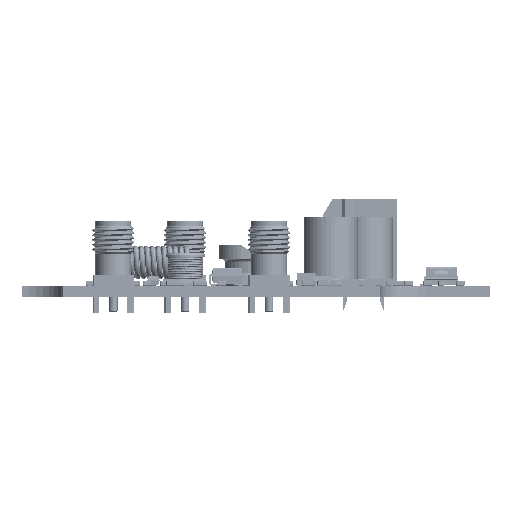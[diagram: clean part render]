
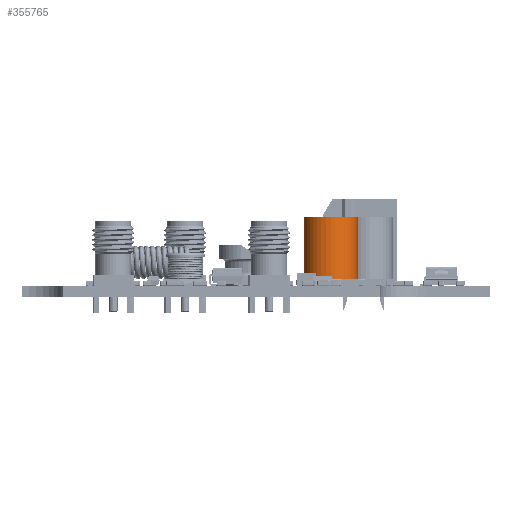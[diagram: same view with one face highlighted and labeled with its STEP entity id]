
A CAD part, left-side view. The second image highlights one B-rep face of the part: STEP entity #355765.
In plain terms, the highlighted cylindrical face has radius 4 mm (diameter 8 mm), a full revolution.
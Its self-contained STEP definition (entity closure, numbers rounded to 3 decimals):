
#355765 = ADVANCED_FACE('',(#355766),#355779,.T.);
#355766 = FACE_BOUND('',#355767,.T.);
#355767 = EDGE_LOOP('',(#355768,#355828,#355851,#355904));
#355768 = ORIENTED_EDGE('',*,*,#355769,.T.);
#355769 = EDGE_CURVE('',#355770,#355770,#355772,.T.);
#355770 = VERTEX_POINT('',#355771);
#355771 = CARTESIAN_POINT('',(4.,0.,0.));
#355772 = SURFACE_CURVE('',#355773,(#355778,#355812),.PCURVE_S1.);
#355773 = CIRCLE('',#355774,4.);
#355774 = AXIS2_PLACEMENT_3D('',#355775,#355776,#355777);
#355775 = CARTESIAN_POINT('',(0.,0.,0.));
#355776 = DIRECTION('',(0.,0.,1.));
#355777 = DIRECTION('',(1.,0.,0.));
#355778 = PCURVE('',#355779,#355784);
#355779 = CYLINDRICAL_SURFACE('',#355780,4.);
#355780 = AXIS2_PLACEMENT_3D('',#355781,#355782,#355783);
#355781 = CARTESIAN_POINT('',(0.,0.,0.));
#355782 = DIRECTION('',(0.,0.,-1.));
#355783 = DIRECTION('',(1.,0.,0.));
#355784 = DEFINITIONAL_REPRESENTATION('',(#355785),#355811);
#355785 = B_SPLINE_CURVE_WITH_KNOTS('',3,(#355786,#355787,#355788,
    #355789,#355790,#355791,#355792,#355793,#355794,#355795,#355796,
    #355797,#355798,#355799,#355800,#355801,#355802,#355803,#355804,
    #355805,#355806,#355807,#355808,#355809,#355810),.UNSPECIFIED.,.F.,
  .F.,(4,1,1,1,1,1,1,1,1,1,1,1,1,1,1,1,1,1,1,1,1,1,4),(0.,
    0.286,0.571,0.857,1.142,
    1.428,1.714,1.999,2.285,
    2.57,2.856,3.142,3.427,
    3.713,3.998,4.284,4.57,
    4.855,5.141,5.426,5.712,
    5.998,6.283),.QUASI_UNIFORM_KNOTS.);
#355786 = CARTESIAN_POINT('',(6.283,0.));
#355787 = CARTESIAN_POINT('',(6.188,0.));
#355788 = CARTESIAN_POINT('',(5.998,0.));
#355789 = CARTESIAN_POINT('',(5.712,0.));
#355790 = CARTESIAN_POINT('',(5.426,0.));
#355791 = CARTESIAN_POINT('',(5.141,0.));
#355792 = CARTESIAN_POINT('',(4.855,0.));
#355793 = CARTESIAN_POINT('',(4.57,0.));
#355794 = CARTESIAN_POINT('',(4.284,0.));
#355795 = CARTESIAN_POINT('',(3.998,0.));
#355796 = CARTESIAN_POINT('',(3.713,0.));
#355797 = CARTESIAN_POINT('',(3.427,0.));
#355798 = CARTESIAN_POINT('',(3.142,0.));
#355799 = CARTESIAN_POINT('',(2.856,0.));
#355800 = CARTESIAN_POINT('',(2.57,0.));
#355801 = CARTESIAN_POINT('',(2.285,0.));
#355802 = CARTESIAN_POINT('',(1.999,0.));
#355803 = CARTESIAN_POINT('',(1.714,0.));
#355804 = CARTESIAN_POINT('',(1.428,0.));
#355805 = CARTESIAN_POINT('',(1.142,0.));
#355806 = CARTESIAN_POINT('',(0.857,0.));
#355807 = CARTESIAN_POINT('',(0.571,0.));
#355808 = CARTESIAN_POINT('',(0.286,0.));
#355809 = CARTESIAN_POINT('',(0.095,0.));
#355810 = CARTESIAN_POINT('',(0.,0.));
#355811 = ( GEOMETRIC_REPRESENTATION_CONTEXT(2) 
PARAMETRIC_REPRESENTATION_CONTEXT() REPRESENTATION_CONTEXT('2D SPACE',''
  ) );
#355812 = PCURVE('',#355813,#355818);
#355813 = PLANE('',#355814);
#355814 = AXIS2_PLACEMENT_3D('',#355815,#355816,#355817);
#355815 = CARTESIAN_POINT('',(4.,0.,0.));
#355816 = DIRECTION('',(0.,0.,-1.));
#355817 = DIRECTION('',(-1.,0.,0.));
#355818 = DEFINITIONAL_REPRESENTATION('',(#355819),#355827);
#355819 = ( BOUNDED_CURVE() B_SPLINE_CURVE(2,(#355820,#355821,#355822,
    #355823,#355824,#355825,#355826),.UNSPECIFIED.,.F.,.F.) 
B_SPLINE_CURVE_WITH_KNOTS((1,2,2,2,2,1),(-2.094,0.,
    2.094,4.189,6.283,8.378),
.UNSPECIFIED.) CURVE() GEOMETRIC_REPRESENTATION_ITEM() 
RATIONAL_B_SPLINE_CURVE((1.,0.5,1.,0.5,1.,0.5,1.)) REPRESENTATION_ITEM(
  '') );
#355820 = CARTESIAN_POINT('',(0.,0.));
#355821 = CARTESIAN_POINT('',(0.,6.928));
#355822 = CARTESIAN_POINT('',(6.,3.464));
#355823 = CARTESIAN_POINT('',(12.,0.));
#355824 = CARTESIAN_POINT('',(6.,-3.464));
#355825 = CARTESIAN_POINT('',(0.,-6.928));
#355826 = CARTESIAN_POINT('',(0.,0.));
#355827 = ( GEOMETRIC_REPRESENTATION_CONTEXT(2) 
PARAMETRIC_REPRESENTATION_CONTEXT() REPRESENTATION_CONTEXT('2D SPACE',''
  ) );
#355828 = ORIENTED_EDGE('',*,*,#355829,.T.);
#355829 = EDGE_CURVE('',#355770,#355830,#355832,.T.);
#355830 = VERTEX_POINT('',#355831);
#355831 = CARTESIAN_POINT('',(4.,0.,9.2));
#355832 = SEAM_CURVE('',#355833,(#355837,#355844),.PCURVE_S1.);
#355833 = LINE('',#355834,#355835);
#355834 = CARTESIAN_POINT('',(4.,0.,0.));
#355835 = VECTOR('',#355836,1.);
#355836 = DIRECTION('',(0.,0.,1.));
#355837 = PCURVE('',#355779,#355838);
#355838 = DEFINITIONAL_REPRESENTATION('',(#355839),#355843);
#355839 = LINE('',#355840,#355841);
#355840 = CARTESIAN_POINT('',(0.,0.));
#355841 = VECTOR('',#355842,1.);
#355842 = DIRECTION('',(0.,-1.));
#355843 = ( GEOMETRIC_REPRESENTATION_CONTEXT(2) 
PARAMETRIC_REPRESENTATION_CONTEXT() REPRESENTATION_CONTEXT('2D SPACE',''
  ) );
#355844 = PCURVE('',#355779,#355845);
#355845 = DEFINITIONAL_REPRESENTATION('',(#355846),#355850);
#355846 = LINE('',#355847,#355848);
#355847 = CARTESIAN_POINT('',(6.283,0.));
#355848 = VECTOR('',#355849,1.);
#355849 = DIRECTION('',(0.,-1.));
#355850 = ( GEOMETRIC_REPRESENTATION_CONTEXT(2) 
PARAMETRIC_REPRESENTATION_CONTEXT() REPRESENTATION_CONTEXT('2D SPACE',''
  ) );
#355851 = ORIENTED_EDGE('',*,*,#355852,.F.);
#355852 = EDGE_CURVE('',#355830,#355830,#355853,.T.);
#355853 = SURFACE_CURVE('',#355854,(#355859,#355888),.PCURVE_S1.);
#355854 = CIRCLE('',#355855,4.);
#355855 = AXIS2_PLACEMENT_3D('',#355856,#355857,#355858);
#355856 = CARTESIAN_POINT('',(0.,0.,9.2));
#355857 = DIRECTION('',(0.,0.,1.));
#355858 = DIRECTION('',(1.,0.,0.));
#355859 = PCURVE('',#355779,#355860);
#355860 = DEFINITIONAL_REPRESENTATION('',(#355861),#355887);
#355861 = B_SPLINE_CURVE_WITH_KNOTS('',3,(#355862,#355863,#355864,
    #355865,#355866,#355867,#355868,#355869,#355870,#355871,#355872,
    #355873,#355874,#355875,#355876,#355877,#355878,#355879,#355880,
    #355881,#355882,#355883,#355884,#355885,#355886),.UNSPECIFIED.,.F.,
  .F.,(4,1,1,1,1,1,1,1,1,1,1,1,1,1,1,1,1,1,1,1,1,1,4),(0.,
    0.286,0.571,0.857,1.142,
    1.428,1.714,1.999,2.285,
    2.57,2.856,3.142,3.427,
    3.713,3.998,4.284,4.57,
    4.855,5.141,5.426,5.712,
    5.998,6.283),.QUASI_UNIFORM_KNOTS.);
#355862 = CARTESIAN_POINT('',(6.283,-9.2));
#355863 = CARTESIAN_POINT('',(6.188,-9.2));
#355864 = CARTESIAN_POINT('',(5.998,-9.2));
#355865 = CARTESIAN_POINT('',(5.712,-9.2));
#355866 = CARTESIAN_POINT('',(5.426,-9.2));
#355867 = CARTESIAN_POINT('',(5.141,-9.2));
#355868 = CARTESIAN_POINT('',(4.855,-9.2));
#355869 = CARTESIAN_POINT('',(4.57,-9.2));
#355870 = CARTESIAN_POINT('',(4.284,-9.2));
#355871 = CARTESIAN_POINT('',(3.998,-9.2));
#355872 = CARTESIAN_POINT('',(3.713,-9.2));
#355873 = CARTESIAN_POINT('',(3.427,-9.2));
#355874 = CARTESIAN_POINT('',(3.142,-9.2));
#355875 = CARTESIAN_POINT('',(2.856,-9.2));
#355876 = CARTESIAN_POINT('',(2.57,-9.2));
#355877 = CARTESIAN_POINT('',(2.285,-9.2));
#355878 = CARTESIAN_POINT('',(1.999,-9.2));
#355879 = CARTESIAN_POINT('',(1.714,-9.2));
#355880 = CARTESIAN_POINT('',(1.428,-9.2));
#355881 = CARTESIAN_POINT('',(1.142,-9.2));
#355882 = CARTESIAN_POINT('',(0.857,-9.2));
#355883 = CARTESIAN_POINT('',(0.571,-9.2));
#355884 = CARTESIAN_POINT('',(0.286,-9.2));
#355885 = CARTESIAN_POINT('',(0.095,-9.2));
#355886 = CARTESIAN_POINT('',(0.,-9.2));
#355887 = ( GEOMETRIC_REPRESENTATION_CONTEXT(2) 
PARAMETRIC_REPRESENTATION_CONTEXT() REPRESENTATION_CONTEXT('2D SPACE',''
  ) );
#355888 = PCURVE('',#355889,#355894);
#355889 = PLANE('',#355890);
#355890 = AXIS2_PLACEMENT_3D('',#355891,#355892,#355893);
#355891 = CARTESIAN_POINT('',(4.,0.,9.2));
#355892 = DIRECTION('',(0.,0.,-1.));
#355893 = DIRECTION('',(-1.,0.,0.));
#355894 = DEFINITIONAL_REPRESENTATION('',(#355895),#355903);
#355895 = ( BOUNDED_CURVE() B_SPLINE_CURVE(2,(#355896,#355897,#355898,
    #355899,#355900,#355901,#355902),.UNSPECIFIED.,.F.,.F.) 
B_SPLINE_CURVE_WITH_KNOTS((1,2,2,2,2,1),(-2.094,0.,
    2.094,4.189,6.283,8.378),
.UNSPECIFIED.) CURVE() GEOMETRIC_REPRESENTATION_ITEM() 
RATIONAL_B_SPLINE_CURVE((1.,0.5,1.,0.5,1.,0.5,1.)) REPRESENTATION_ITEM(
  '') );
#355896 = CARTESIAN_POINT('',(0.,0.));
#355897 = CARTESIAN_POINT('',(0.,6.928));
#355898 = CARTESIAN_POINT('',(6.,3.464));
#355899 = CARTESIAN_POINT('',(12.,0.));
#355900 = CARTESIAN_POINT('',(6.,-3.464));
#355901 = CARTESIAN_POINT('',(0.,-6.928));
#355902 = CARTESIAN_POINT('',(0.,0.));
#355903 = ( GEOMETRIC_REPRESENTATION_CONTEXT(2) 
PARAMETRIC_REPRESENTATION_CONTEXT() REPRESENTATION_CONTEXT('2D SPACE',''
  ) );
#355904 = ORIENTED_EDGE('',*,*,#355829,.F.);
